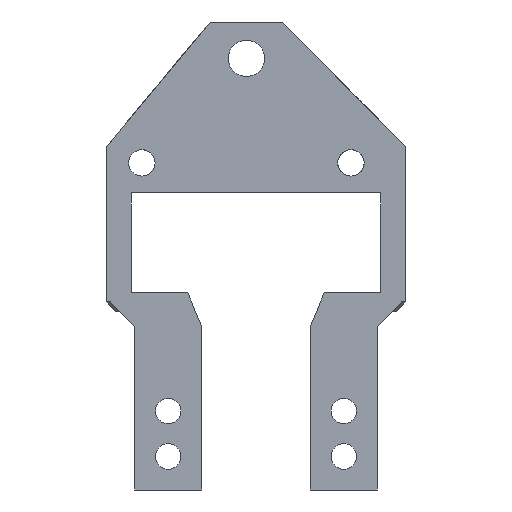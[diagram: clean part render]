
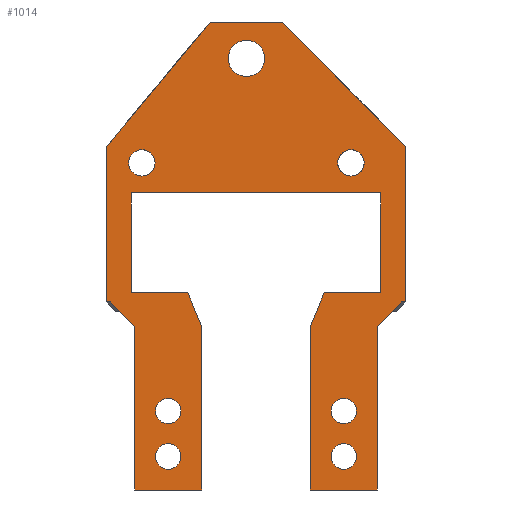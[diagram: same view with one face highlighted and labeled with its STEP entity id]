
A CAD part, front view. The second image highlights one B-rep face of the part: STEP entity #1014.
In plain terms, the highlighted planar face has unit normal (0, -1, 0).
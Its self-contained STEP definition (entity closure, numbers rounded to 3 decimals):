
#28=FACE_BOUND('',#170,.T.);
#29=FACE_BOUND('',#171,.T.);
#30=FACE_BOUND('',#172,.T.);
#31=FACE_BOUND('',#173,.T.);
#32=FACE_BOUND('',#174,.T.);
#33=FACE_BOUND('',#175,.T.);
#34=FACE_BOUND('',#176,.T.);
#60=PLANE('',#1104);
#108=FACE_OUTER_BOUND('',#169,.T.);
#169=EDGE_LOOP('',(#832,#833,#834,#835,#836,#837,#838,#839,#840,#841,#842,
#843,#844,#845,#846,#847,#848,#849,#850,#851,#852,#853));
#170=EDGE_LOOP('',(#854));
#171=EDGE_LOOP('',(#855));
#172=EDGE_LOOP('',(#856));
#173=EDGE_LOOP('',(#857));
#174=EDGE_LOOP('',(#858));
#175=EDGE_LOOP('',(#859));
#176=EDGE_LOOP('',(#860));
#217=LINE('',#1538,#333);
#222=LINE('',#1547,#338);
#232=LINE('',#1569,#348);
#250=LINE('',#1612,#366);
#253=LINE('',#1624,#369);
#256=LINE('',#1628,#372);
#259=LINE('',#1639,#375);
#284=LINE('',#1708,#400);
#285=LINE('',#1710,#401);
#286=LINE('',#1712,#402);
#287=LINE('',#1714,#403);
#288=LINE('',#1716,#404);
#289=LINE('',#1718,#405);
#290=LINE('',#1719,#406);
#291=LINE('',#1721,#407);
#292=LINE('',#1723,#408);
#293=LINE('',#1725,#409);
#294=LINE('',#1727,#410);
#295=LINE('',#1729,#411);
#296=LINE('',#1731,#412);
#297=LINE('',#1732,#413);
#298=LINE('',#1733,#414);
#333=VECTOR('',#1154,10.);
#338=VECTOR('',#1161,10.);
#348=VECTOR('',#1177,10.);
#366=VECTOR('',#1215,10.);
#369=VECTOR('',#1224,10.);
#372=VECTOR('',#1229,10.);
#375=VECTOR('',#1240,10.);
#400=VECTOR('',#1301,10.);
#401=VECTOR('',#1302,10.);
#402=VECTOR('',#1303,10.);
#403=VECTOR('',#1304,10.);
#404=VECTOR('',#1305,10.);
#405=VECTOR('',#1306,10.);
#406=VECTOR('',#1307,10.);
#407=VECTOR('',#1308,10.);
#408=VECTOR('',#1309,10.);
#409=VECTOR('',#1310,10.);
#410=VECTOR('',#1311,10.);
#411=VECTOR('',#1312,10.);
#412=VECTOR('',#1313,10.);
#413=VECTOR('',#1314,10.);
#414=VECTOR('',#1315,10.);
#442=CIRCLE('',#1058,1.45);
#444=CIRCLE('',#1062,1.45);
#450=CIRCLE('',#1085,2.);
#452=CIRCLE('',#1090,1.4);
#454=CIRCLE('',#1093,1.4);
#456=CIRCLE('',#1096,1.4);
#458=CIRCLE('',#1099,1.4);
#463=VERTEX_POINT('',#1416);
#467=VERTEX_POINT('',#1524);
#471=VERTEX_POINT('',#1533);
#472=VERTEX_POINT('',#1537);
#475=VERTEX_POINT('',#1545);
#476=VERTEX_POINT('',#1549);
#484=VERTEX_POINT('',#1568);
#496=VERTEX_POINT('',#1605);
#499=VERTEX_POINT('',#1610);
#504=VERTEX_POINT('',#1621);
#505=VERTEX_POINT('',#1623);
#507=VERTEX_POINT('',#1632);
#509=VERTEX_POINT('',#1638);
#512=VERTEX_POINT('',#1646);
#514=VERTEX_POINT('',#1652);
#516=VERTEX_POINT('',#1658);
#518=VERTEX_POINT('',#1664);
#535=VERTEX_POINT('',#1707);
#536=VERTEX_POINT('',#1709);
#537=VERTEX_POINT('',#1711);
#538=VERTEX_POINT('',#1713);
#539=VERTEX_POINT('',#1715);
#540=VERTEX_POINT('',#1717);
#541=VERTEX_POINT('',#1720);
#542=VERTEX_POINT('',#1722);
#543=VERTEX_POINT('',#1724);
#544=VERTEX_POINT('',#1726);
#545=VERTEX_POINT('',#1728);
#546=VERTEX_POINT('',#1730);
#557=EDGE_CURVE('',#463,#463,#442,.T.);
#564=EDGE_CURVE('',#467,#467,#444,.T.);
#569=EDGE_CURVE('',#472,#471,#217,.T.);
#574=EDGE_CURVE('',#475,#471,#222,.T.);
#584=EDGE_CURVE('',#476,#484,#232,.T.);
#605=EDGE_CURVE('',#499,#496,#250,.T.);
#610=EDGE_CURVE('',#504,#505,#253,.T.);
#613=EDGE_CURVE('',#472,#504,#256,.T.);
#615=EDGE_CURVE('',#507,#507,#450,.T.);
#618=EDGE_CURVE('',#505,#509,#259,.T.);
#623=EDGE_CURVE('',#512,#512,#452,.T.);
#626=EDGE_CURVE('',#514,#514,#454,.T.);
#629=EDGE_CURVE('',#516,#516,#456,.T.);
#632=EDGE_CURVE('',#518,#518,#458,.T.);
#652=EDGE_CURVE('',#535,#475,#284,.T.);
#653=EDGE_CURVE('',#536,#535,#285,.T.);
#654=EDGE_CURVE('',#537,#536,#286,.T.);
#655=EDGE_CURVE('',#538,#537,#287,.T.);
#656=EDGE_CURVE('',#539,#538,#288,.T.);
#657=EDGE_CURVE('',#540,#539,#289,.T.);
#658=EDGE_CURVE('',#496,#540,#290,.T.);
#659=EDGE_CURVE('',#499,#541,#291,.T.);
#660=EDGE_CURVE('',#542,#541,#292,.T.);
#661=EDGE_CURVE('',#542,#543,#293,.T.);
#662=EDGE_CURVE('',#543,#544,#294,.T.);
#663=EDGE_CURVE('',#544,#545,#295,.T.);
#664=EDGE_CURVE('',#545,#546,#296,.T.);
#665=EDGE_CURVE('',#546,#484,#297,.T.);
#666=EDGE_CURVE('',#476,#509,#298,.T.);
#832=ORIENTED_EDGE('',*,*,#574,.F.);
#833=ORIENTED_EDGE('',*,*,#652,.F.);
#834=ORIENTED_EDGE('',*,*,#653,.F.);
#835=ORIENTED_EDGE('',*,*,#654,.F.);
#836=ORIENTED_EDGE('',*,*,#655,.F.);
#837=ORIENTED_EDGE('',*,*,#656,.F.);
#838=ORIENTED_EDGE('',*,*,#657,.F.);
#839=ORIENTED_EDGE('',*,*,#658,.F.);
#840=ORIENTED_EDGE('',*,*,#605,.F.);
#841=ORIENTED_EDGE('',*,*,#659,.T.);
#842=ORIENTED_EDGE('',*,*,#660,.F.);
#843=ORIENTED_EDGE('',*,*,#661,.T.);
#844=ORIENTED_EDGE('',*,*,#662,.T.);
#845=ORIENTED_EDGE('',*,*,#663,.T.);
#846=ORIENTED_EDGE('',*,*,#664,.T.);
#847=ORIENTED_EDGE('',*,*,#665,.T.);
#848=ORIENTED_EDGE('',*,*,#584,.F.);
#849=ORIENTED_EDGE('',*,*,#666,.T.);
#850=ORIENTED_EDGE('',*,*,#618,.F.);
#851=ORIENTED_EDGE('',*,*,#610,.F.);
#852=ORIENTED_EDGE('',*,*,#613,.F.);
#853=ORIENTED_EDGE('',*,*,#569,.T.);
#854=ORIENTED_EDGE('',*,*,#557,.T.);
#855=ORIENTED_EDGE('',*,*,#564,.T.);
#856=ORIENTED_EDGE('',*,*,#615,.T.);
#857=ORIENTED_EDGE('',*,*,#623,.T.);
#858=ORIENTED_EDGE('',*,*,#626,.T.);
#859=ORIENTED_EDGE('',*,*,#629,.T.);
#860=ORIENTED_EDGE('',*,*,#632,.T.);
#1014=ADVANCED_FACE('',(#108,#28,#29,#30,#31,#32,#33,#34),#60,.T.);
#1058=AXIS2_PLACEMENT_3D('',#1418,#1134,#1135);
#1062=AXIS2_PLACEMENT_3D('',#1526,#1144,#1145);
#1085=AXIS2_PLACEMENT_3D('',#1633,#1234,#1235);
#1090=AXIS2_PLACEMENT_3D('',#1648,#1249,#1250);
#1093=AXIS2_PLACEMENT_3D('',#1654,#1256,#1257);
#1096=AXIS2_PLACEMENT_3D('',#1660,#1263,#1264);
#1099=AXIS2_PLACEMENT_3D('',#1666,#1270,#1271);
#1104=AXIS2_PLACEMENT_3D('',#1706,#1299,#1300);
#1134=DIRECTION('center_axis',(0.,1.,0.));
#1135=DIRECTION('ref_axis',(-1.,0.,0.));
#1144=DIRECTION('center_axis',(0.,1.,0.));
#1145=DIRECTION('ref_axis',(-1.,0.,0.));
#1154=DIRECTION('',(0.,0.,-1.));
#1161=DIRECTION('',(-1.,0.,0.));
#1177=DIRECTION('',(-1.,0.,0.));
#1215=DIRECTION('',(-1.,0.,0.));
#1224=DIRECTION('',(1.,0.,0.));
#1229=DIRECTION('',(0.638,0.,0.77));
#1234=DIRECTION('center_axis',(0.,1.,0.));
#1235=DIRECTION('ref_axis',(-1.,0.,0.));
#1240=DIRECTION('',(0.701,0.,-0.713));
#1249=DIRECTION('center_axis',(0.,1.,0.));
#1250=DIRECTION('ref_axis',(-1.,0.,0.));
#1256=DIRECTION('center_axis',(0.,1.,0.));
#1257=DIRECTION('ref_axis',(-1.,0.,0.));
#1263=DIRECTION('center_axis',(0.,1.,0.));
#1264=DIRECTION('ref_axis',(-1.,0.,0.));
#1270=DIRECTION('center_axis',(0.,1.,0.));
#1271=DIRECTION('ref_axis',(-1.,0.,0.));
#1299=DIRECTION('center_axis',(0.,-1.,0.));
#1300=DIRECTION('ref_axis',(1.,0.,0.));
#1301=DIRECTION('',(-0.707,0.,0.707));
#1302=DIRECTION('',(0.,0.,1.));
#1303=DIRECTION('',(-1.,0.,0.));
#1304=DIRECTION('',(0.,0.,-1.));
#1305=DIRECTION('',(0.383,0.,-0.924));
#1306=DIRECTION('',(1.,0.,0.));
#1307=DIRECTION('',(0.,0.,-1.));
#1308=DIRECTION('',(0.,0.,-1.));
#1309=DIRECTION('',(1.,0.,0.));
#1310=DIRECTION('',(-0.383,0.,-0.924));
#1311=DIRECTION('',(0.,0.,-1.));
#1312=DIRECTION('',(1.,0.,0.));
#1313=DIRECTION('',(0.,0.,1.));
#1314=DIRECTION('',(0.707,0.,0.707));
#1315=DIRECTION('',(0.,0.,1.));
#1416=CARTESIAN_POINT('',(-17.506,-10.,3.3));
#1418=CARTESIAN_POINT('Origin',(-18.956,-10.,3.3));
#1524=CARTESIAN_POINT('',(5.494,-10.,3.3));
#1526=CARTESIAN_POINT('Origin',(4.044,-10.,3.3));
#1533=CARTESIAN_POINT('',(-22.9,-10.,-12.));
#1537=CARTESIAN_POINT('',(-22.9,-10.,5.));
#1538=CARTESIAN_POINT('',(-22.9,-10.,0.));
#1545=CARTESIAN_POINT('',(-22.436,-10.,-12.));
#1547=CARTESIAN_POINT('',(-20.65,-10.,-12.));
#1549=CARTESIAN_POINT('',(10.1,-10.,-12.));
#1568=CARTESIAN_POINT('',(9.636,-10.,-12.));
#1569=CARTESIAN_POINT('',(-8.65,-10.,-12.));
#1605=CARTESIAN_POINT('',(-20.1,-10.,0.));
#1610=CARTESIAN_POINT('',(7.3,-10.,0.));
#1612=CARTESIAN_POINT('',(10.1,-10.,0.));
#1621=CARTESIAN_POINT('',(-11.456,-10.,18.8));
#1623=CARTESIAN_POINT('',(-3.456,-10.,18.8));
#1624=CARTESIAN_POINT('',(-11.456,-10.,18.8));
#1628=CARTESIAN_POINT('',(-22.9,-10.,5.));
#1632=CARTESIAN_POINT('',(-5.456,-10.,14.8));
#1633=CARTESIAN_POINT('Origin',(-7.456,-10.,14.8));
#1638=CARTESIAN_POINT('',(10.1,-10.,5.));
#1639=CARTESIAN_POINT('',(-3.456,-10.,18.8));
#1646=CARTESIAN_POINT('',(-14.657,-10.,-28.997));
#1648=CARTESIAN_POINT('Origin',(-16.057,-10.,-28.997));
#1652=CARTESIAN_POINT('',(4.657,-10.,-28.997));
#1654=CARTESIAN_POINT('Origin',(3.257,-10.,-28.997));
#1658=CARTESIAN_POINT('',(4.657,-10.,-23.997));
#1660=CARTESIAN_POINT('Origin',(3.257,-10.,-23.997));
#1664=CARTESIAN_POINT('',(-14.657,-10.,-23.997));
#1666=CARTESIAN_POINT('Origin',(-16.057,-10.,-23.997));
#1706=CARTESIAN_POINT('Origin',(-22.9,-10.,0.));
#1707=CARTESIAN_POINT('',(-19.743,-10.,-14.692));
#1708=CARTESIAN_POINT('',(-19.743,-10.,-14.692));
#1709=CARTESIAN_POINT('',(-19.743,-10.,-32.683));
#1710=CARTESIAN_POINT('',(-19.743,-10.,-32.683));
#1711=CARTESIAN_POINT('',(-12.371,-10.,-32.683));
#1712=CARTESIAN_POINT('',(-12.371,-10.,-32.683));
#1713=CARTESIAN_POINT('',(-12.371,-10.,-14.692));
#1714=CARTESIAN_POINT('',(-12.371,-10.,-14.692));
#1715=CARTESIAN_POINT('',(-13.9,-10.,-11.));
#1716=CARTESIAN_POINT('',(-13.9,-10.,-11.));
#1717=CARTESIAN_POINT('',(-20.1,-10.,-11.));
#1718=CARTESIAN_POINT('',(-13.9,-10.,-11.));
#1719=CARTESIAN_POINT('',(-20.1,-10.,0.));
#1720=CARTESIAN_POINT('',(7.3,-10.,-11.));
#1721=CARTESIAN_POINT('',(7.3,-10.,0.));
#1722=CARTESIAN_POINT('',(1.1,-10.,-11.));
#1723=CARTESIAN_POINT('',(1.1,-10.,-11.));
#1724=CARTESIAN_POINT('',(-0.429,-10.,-14.692));
#1725=CARTESIAN_POINT('',(1.1,-10.,-11.));
#1726=CARTESIAN_POINT('',(-0.429,-10.,-32.683));
#1727=CARTESIAN_POINT('',(-0.429,-10.,-14.692));
#1728=CARTESIAN_POINT('',(6.943,-10.,-32.683));
#1729=CARTESIAN_POINT('',(-0.429,-10.,-32.683));
#1730=CARTESIAN_POINT('',(6.943,-10.,-14.692));
#1731=CARTESIAN_POINT('',(6.943,-10.,-32.683));
#1732=CARTESIAN_POINT('',(6.943,-10.,-14.692));
#1733=CARTESIAN_POINT('',(10.1,-10.,0.));
